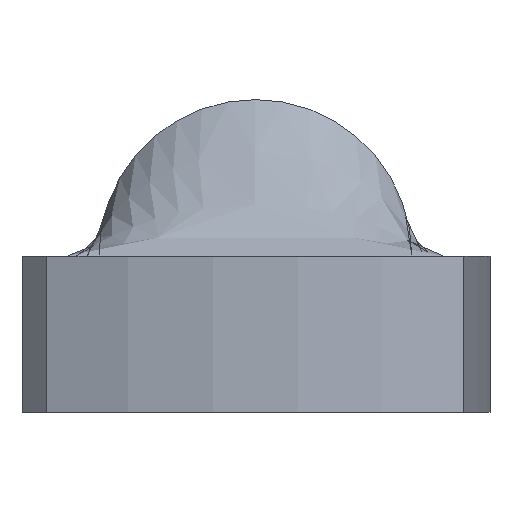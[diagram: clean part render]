
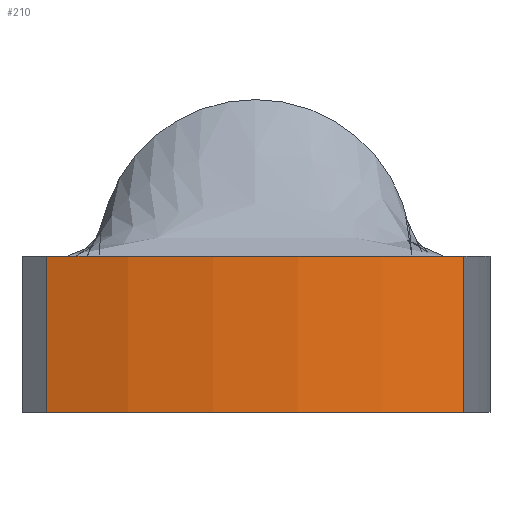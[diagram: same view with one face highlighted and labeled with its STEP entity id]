
A CAD part, front view. The second image highlights one B-rep face of the part: STEP entity #210.
In plain terms, the highlighted cylindrical face has radius 11 mm (diameter 22 mm), a partial arc.
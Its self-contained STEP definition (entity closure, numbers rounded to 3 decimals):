
#31 = CARTESIAN_POINT ( 'NONE',  ( 4., -1306.247, -3. ) ) ;
#40 = ORIENTED_EDGE ( 'NONE', *, *, #862, .T. ) ;
#63 = VECTOR ( 'NONE', #572, 1000. ) ;
#143 = VECTOR ( 'NONE', #566, 1000. ) ;
#153 = LINE ( 'NONE', #207, #63 ) ;
#198 = EDGE_LOOP ( 'NONE', ( #40, #541, #786, #739 ) ) ;
#207 = CARTESIAN_POINT ( 'NONE',  ( -4., -1306.247, -3. ) ) ;
#210 = ADVANCED_FACE ( 'NONE', ( #849 ), #502, .T. ) ;
#222 = DIRECTION ( 'NONE',  ( 0., 0., -1. ) ) ;
#232 = VERTEX_POINT ( 'NONE', #745 ) ;
#247 = VERTEX_POINT ( 'NONE', #829 ) ;
#284 = AXIS2_PLACEMENT_3D ( 'NONE', #701, #1062, #879 ) ;
#289 = EDGE_CURVE ( 'NONE', #757, #571, #351, .T. ) ;
#315 = EDGE_CURVE ( 'NONE', #757, #232, #557, .T. ) ;
#351 = LINE ( 'NONE', #31, #143 ) ;
#407 = DIRECTION ( 'NONE',  ( 0., 0., 1. ) ) ;
#460 = CIRCLE ( 'NONE', #284, 11. ) ;
#480 = DIRECTION ( 'NONE',  ( -1., 0., 0. ) ) ;
#502 = CYLINDRICAL_SURFACE ( 'NONE', #1031, 11. ) ;
#541 = ORIENTED_EDGE ( 'NONE', *, *, #1051, .F. ) ;
#557 = CIRCLE ( 'NONE', #668, 11. ) ;
#566 = DIRECTION ( 'NONE',  ( 0., 0., 1. ) ) ;
#571 = VERTEX_POINT ( 'NONE', #877 ) ;
#572 = DIRECTION ( 'NONE',  ( 0., 0., 1. ) ) ;
#578 = CARTESIAN_POINT ( 'NONE',  ( 0., -1296., -3. ) ) ;
#655 = CARTESIAN_POINT ( 'NONE',  ( 0., -1296., -3. ) ) ;
#668 = AXIS2_PLACEMENT_3D ( 'NONE', #578, #222, #480 ) ;
#690 = CARTESIAN_POINT ( 'NONE',  ( 4., -1306.247, -3. ) ) ;
#701 = CARTESIAN_POINT ( 'NONE',  ( 0., -1296., 0. ) ) ;
#739 = ORIENTED_EDGE ( 'NONE', *, *, #289, .T. ) ;
#745 = CARTESIAN_POINT ( 'NONE',  ( -4., -1306.247, -3. ) ) ;
#757 = VERTEX_POINT ( 'NONE', #690 ) ;
#786 = ORIENTED_EDGE ( 'NONE', *, *, #315, .F. ) ;
#829 = CARTESIAN_POINT ( 'NONE',  ( -4., -1306.247, 0. ) ) ;
#849 = FACE_OUTER_BOUND ( 'NONE', #198, .T. ) ;
#862 = EDGE_CURVE ( 'NONE', #571, #247, #460, .T. ) ;
#877 = CARTESIAN_POINT ( 'NONE',  ( 4., -1306.247, 0. ) ) ;
#879 = DIRECTION ( 'NONE',  ( -1., 0., 0. ) ) ;
#906 = DIRECTION ( 'NONE',  ( 1., 0., 0. ) ) ;
#1031 = AXIS2_PLACEMENT_3D ( 'NONE', #655, #407, #906 ) ;
#1051 = EDGE_CURVE ( 'NONE', #232, #247, #153, .T. ) ;
#1062 = DIRECTION ( 'NONE',  ( 0., 0., -1. ) ) ;
